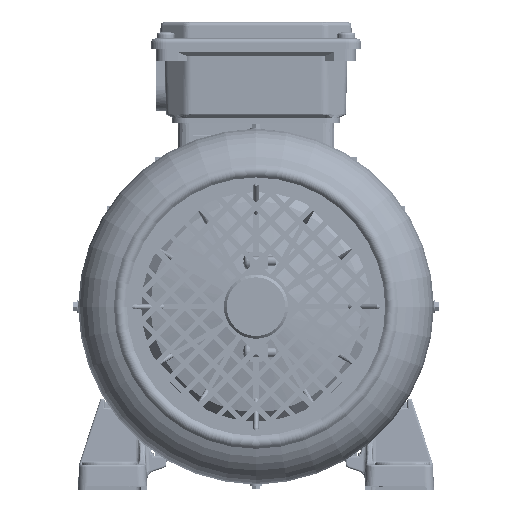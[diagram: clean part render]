
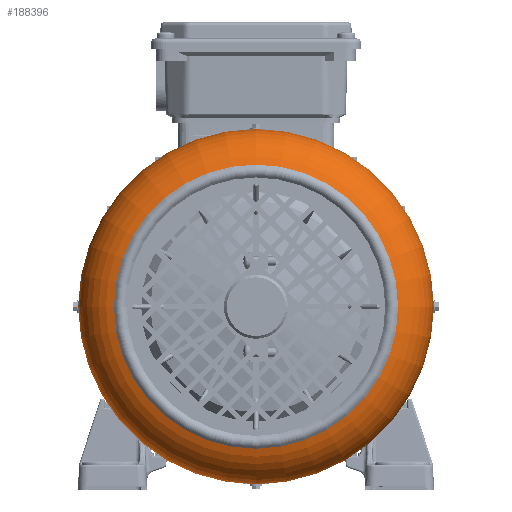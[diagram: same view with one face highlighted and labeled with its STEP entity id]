
A CAD part, left-side view. The second image highlights one B-rep face of the part: STEP entity #188396.
In plain terms, the highlighted toroidal (fillet/blend) face has major radius 69.777 mm and minor radius 27.123 mm.
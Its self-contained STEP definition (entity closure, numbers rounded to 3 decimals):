
#188362=CARTESIAN_POINT('',(-36.177,13.617,0.0));
#188363=VERTEX_POINT('',#188362);
#188364=CARTESIAN_POINT('',(-36.177,-63.883,0.0));
#188365=DIRECTION('',(1.0,0.0,0.0));
#188366=DIRECTION('',(0.0,1.0,0.0));
#188367=AXIS2_PLACEMENT_3D('',#188364,#188365,#188366);
#188368=CIRCLE('',#188367,77.5);
#188369=EDGE_CURVE('',#188363,#188363,#188368,.T.);
#188377=CARTESIAN_POINT('',(-10.177,-63.883,0.0));
#188378=DIRECTION('',(1.0,0.,0.0));
#188379=DIRECTION('',(0.0,0.0,-1.0));
#188380=AXIS2_PLACEMENT_3D('',#188377,#188378,#188379);
#188381=TOROIDAL_SURFACE('',#188380,69.777,27.123);
#188382=CARTESIAN_POINT('',(-10.177,33.017,0.0));
#188383=VERTEX_POINT('',#188382);
#188384=CARTESIAN_POINT('',(-10.177,-63.883,0.0));
#188385=DIRECTION('',(1.0,0.0,0.0));
#188386=DIRECTION('',(0.0,1.0,0.0));
#188387=AXIS2_PLACEMENT_3D('',#188384,#188385,#188386);
#188388=CIRCLE('',#188387,96.9);
#188389=EDGE_CURVE('',#188383,#188383,#188388,.T.);
#188390=ORIENTED_EDGE('',*,*,#188389,.F.);
#188391=EDGE_LOOP('',(#188390));
#188392=FACE_OUTER_BOUND('',#188391,.T.);
#188393=ORIENTED_EDGE('',*,*,#188369,.T.);
#188394=EDGE_LOOP('',(#188393));
#188395=FACE_BOUND('',#188394,.T.);
#188396=ADVANCED_FACE('',(#188392,#188395),#188381,.T.);
